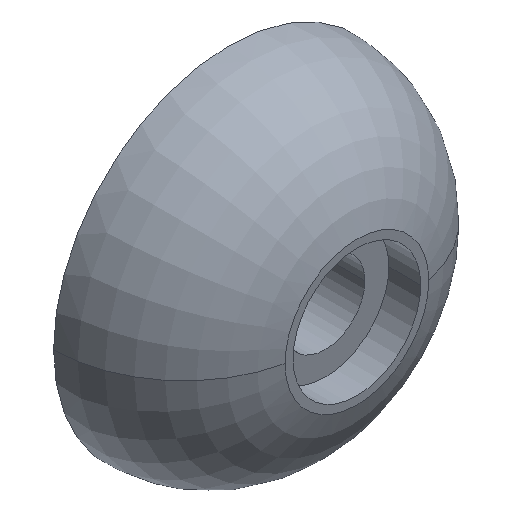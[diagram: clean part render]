
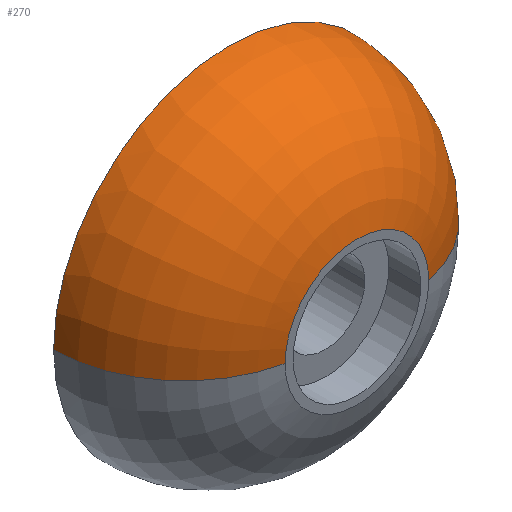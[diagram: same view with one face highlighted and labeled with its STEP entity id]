
A CAD part, isometric view. The second image highlights one B-rep face of the part: STEP entity #270.
In plain terms, the highlighted toroidal (fillet/blend) face has major radius 2.827 mm and minor radius 8.173 mm.
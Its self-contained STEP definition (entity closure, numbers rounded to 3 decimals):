
#1 = DIRECTION ( 'NONE',  ( -1., 0., 0. ) ) ;
#4 = DIRECTION ( 'NONE',  ( 0., 0., 1. ) ) ;
#6 = CIRCLE ( 'NONE', #157, 8.173 ) ;
#7 = VERTEX_POINT ( 'NONE', #248 ) ;
#8 = ORIENTED_EDGE ( 'NONE', *, *, #113, .T. ) ;
#27 = CARTESIAN_POINT ( 'NONE',  ( 2.827, 0., 0. ) ) ;
#35 = ORIENTED_EDGE ( 'NONE', *, *, #44, .F. ) ;
#41 = DIRECTION ( 'NONE',  ( 1., 0., 0. ) ) ;
#44 = EDGE_CURVE ( 'NONE', #7, #151, #251, .T. ) ;
#46 = AXIS2_PLACEMENT_3D ( 'NONE', #60, #64, #41 ) ;
#49 = CARTESIAN_POINT ( 'NONE',  ( 0., 0., 0. ) ) ;
#56 = EDGE_LOOP ( 'NONE', ( #8, #66, #35, #245 ) ) ;
#60 = CARTESIAN_POINT ( 'NONE',  ( 0., -8., 0. ) ) ;
#64 = DIRECTION ( 'NONE',  ( 0., -1., 0. ) ) ;
#66 = ORIENTED_EDGE ( 'NONE', *, *, #283, .T. ) ;
#96 = CARTESIAN_POINT ( 'NONE',  ( 11., 0., 0. ) ) ;
#106 = AXIS2_PLACEMENT_3D ( 'NONE', #255, #218, #239 ) ;
#113 = EDGE_CURVE ( 'NONE', #284, #154, #190, .T. ) ;
#115 = AXIS2_PLACEMENT_3D ( 'NONE', #278, #4, #163 ) ;
#125 = FACE_OUTER_BOUND ( 'NONE', #56, .T. ) ;
#131 = AXIS2_PLACEMENT_3D ( 'NONE', #49, #185, #182 ) ;
#140 = CARTESIAN_POINT ( 'NONE',  ( -4.5, -8., 0. ) ) ;
#151 = VERTEX_POINT ( 'NONE', #140 ) ;
#154 = VERTEX_POINT ( 'NONE', #206 ) ;
#157 = AXIS2_PLACEMENT_3D ( 'NONE', #27, #186, #1 ) ;
#163 = DIRECTION ( 'NONE',  ( 1., 0., 0. ) ) ;
#182 = DIRECTION ( 'NONE',  ( 1., 0., 0. ) ) ;
#185 = DIRECTION ( 'NONE',  ( 0., -1., 0. ) ) ;
#186 = DIRECTION ( 'NONE',  ( 0., 0., -1. ) ) ;
#190 = CIRCLE ( 'NONE', #131, 11. ) ;
#200 = EDGE_CURVE ( 'NONE', #284, #7, #6, .T. ) ;
#206 = CARTESIAN_POINT ( 'NONE',  ( -11., 0., 0. ) ) ;
#207 = CIRCLE ( 'NONE', #115, 8.173 ) ;
#218 = DIRECTION ( 'NONE',  ( 0., -1., 0. ) ) ;
#238 = TOROIDAL_SURFACE ( 'NONE', #106, 2.827, 8.173 ) ;
#239 = DIRECTION ( 'NONE',  ( 1., 0., 0. ) ) ;
#245 = ORIENTED_EDGE ( 'NONE', *, *, #200, .F. ) ;
#248 = CARTESIAN_POINT ( 'NONE',  ( 4.5, -8., 0. ) ) ;
#251 = CIRCLE ( 'NONE', #46, 4.5 ) ;
#255 = CARTESIAN_POINT ( 'NONE',  ( 0., 0., 0. ) ) ;
#270 = ADVANCED_FACE ( 'NONE', ( #125 ), #238, .T. ) ;
#278 = CARTESIAN_POINT ( 'NONE',  ( -2.827, 0., 0. ) ) ;
#283 = EDGE_CURVE ( 'NONE', #154, #151, #207, .T. ) ;
#284 = VERTEX_POINT ( 'NONE', #96 ) ;
